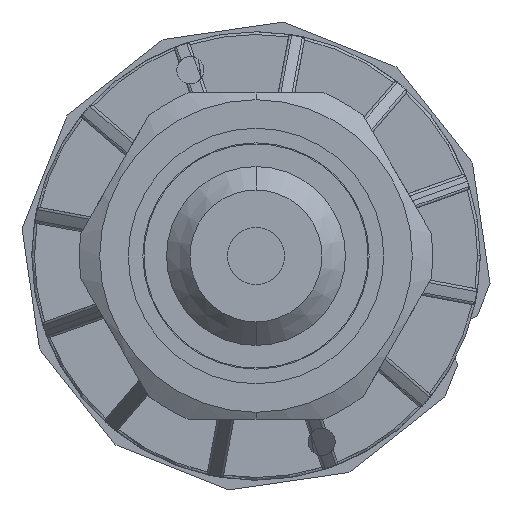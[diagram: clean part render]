
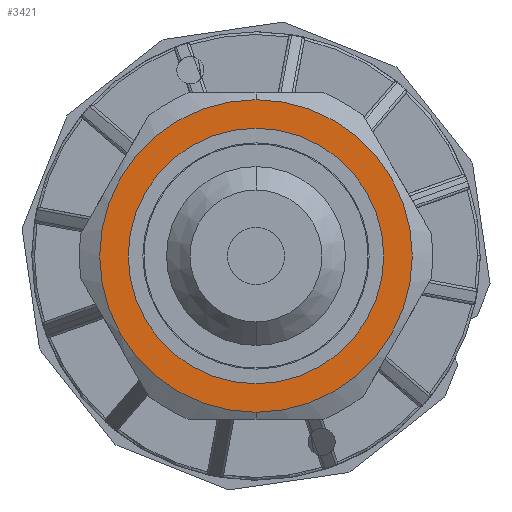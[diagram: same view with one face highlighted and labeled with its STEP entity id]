
A CAD part, front view. The second image highlights one B-rep face of the part: STEP entity #3421.
In plain terms, the highlighted planar face has unit normal (0, -1, 0).
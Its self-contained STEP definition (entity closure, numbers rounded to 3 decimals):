
#3421=ADVANCED_FACE('',(#6288,#6289),#6290,.T.);
#6288=FACE_OUTER_BOUND('',#7650,.T.);
#6289=FACE_BOUND('',#7651,.T.);
#6290=PLANE('',#7652);
#7650=EDGE_LOOP('',(#9719,#9720));
#7651=EDGE_LOOP('',(#9721,#9722));
#7652=AXIS2_PLACEMENT_3D('',#9723,#9724,#9725);
#9719=ORIENTED_EDGE('',*,*,#13941,.T.);
#9720=ORIENTED_EDGE('',*,*,#13964,.T.);
#9721=ORIENTED_EDGE('',*,*,#13926,.F.);
#9722=ORIENTED_EDGE('',*,*,#14007,.F.);
#9723=CARTESIAN_POINT('',(9.4,14.1,0.0));
#9724=DIRECTION('',(0.0,-1.0,0.0));
#9725=DIRECTION('',(0.0,0.0,-1.0));
#13926=EDGE_CURVE('',#15522,#15525,#15526,.T.);
#13941=EDGE_CURVE('',#15550,#15547,#15551,.T.);
#13964=EDGE_CURVE('',#15547,#15550,#15592,.T.);
#14007=EDGE_CURVE('',#15525,#15522,#15649,.T.);
#15522=VERTEX_POINT('',#15945);
#15525=VERTEX_POINT('',#15949);
#15526=CIRCLE('',#15950,9.4);
#15547=VERTEX_POINT('',#15980);
#15550=VERTEX_POINT('',#15984);
#15551=CIRCLE('',#15985,11.5);
#15592=CIRCLE('',#16069,11.5);
#15649=CIRCLE('',#16174,9.4);
#15945=CARTESIAN_POINT('',(0.0,14.1,-9.4));
#15949=CARTESIAN_POINT('',(0.,14.1,9.4));
#15950=AXIS2_PLACEMENT_3D('',#16565,#16566,#16567);
#15980=CARTESIAN_POINT('',(0.,14.1,11.5));
#15984=CARTESIAN_POINT('',(0.0,14.1,-11.5));
#15985=AXIS2_PLACEMENT_3D('',#16590,#16591,#16592);
#16069=AXIS2_PLACEMENT_3D('',#16629,#16630,#16631);
#16174=AXIS2_PLACEMENT_3D('',#16698,#16699,#16700);
#16565=CARTESIAN_POINT('',(0.0,14.1,0.0));
#16566=DIRECTION('',(0.0,-1.0,0.0));
#16567=DIRECTION('',(0.0,0.0,-1.0));
#16590=CARTESIAN_POINT('',(0.0,14.1,0.0));
#16591=DIRECTION('',(0.0,-1.0,0.0));
#16592=DIRECTION('',(0.0,0.0,-1.0));
#16629=CARTESIAN_POINT('',(0.0,14.1,0.0));
#16630=DIRECTION('',(0.0,-1.0,0.0));
#16631=DIRECTION('',(0.0,0.0,-1.0));
#16698=CARTESIAN_POINT('',(0.0,14.1,0.0));
#16699=DIRECTION('',(0.0,-1.0,0.0));
#16700=DIRECTION('',(0.0,0.0,-1.0));
